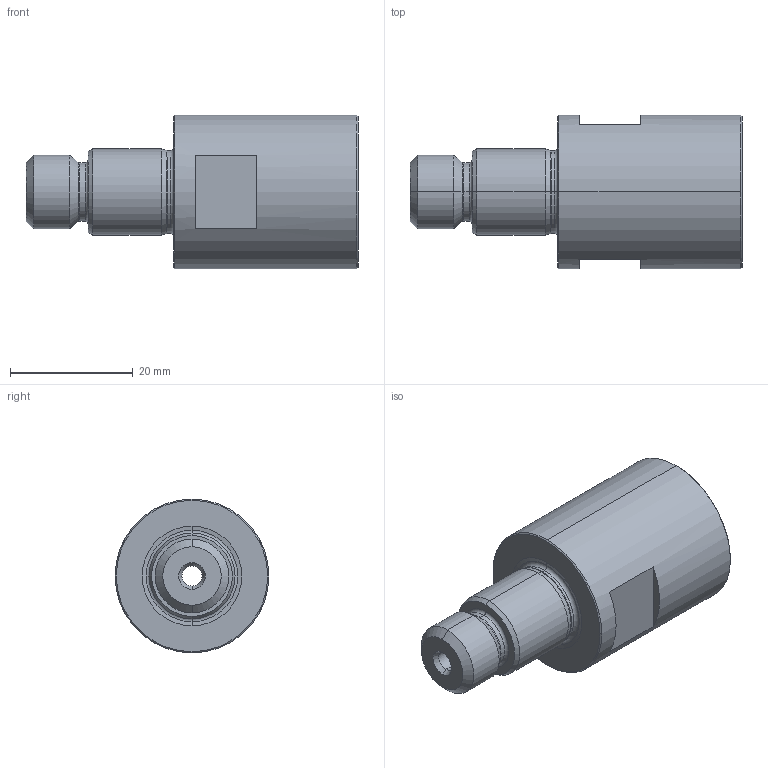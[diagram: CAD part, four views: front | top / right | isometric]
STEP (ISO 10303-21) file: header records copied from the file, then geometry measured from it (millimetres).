
FILE_DESCRIPTION (( 'STEP AP203' ), '1' );
FILE_NAME ('130.250.001C.STEP', '2024-08-30T12:59:13', ( '' ), ( '' ), 'SwSTEP 2.0', 'SolidWorks 2022', '' );
FILE_SCHEMA (( 'CONFIG_CONTROL_DESIGN' ));
Length unit declared in the file: millimetre
Products named in the file (1): 130.250.001C
Bounding box: 54 x 25 x 25 mm (x, y, z)
Volume: 13637.1 mm3; surface area: 5712.7 mm2
Topology: 1 solids, 1 shells, 68 faces, 140 edges, 80 vertices
Faces by surface type: cone 26, cylinder 18, torus 12, plane 12
Entity records: 1873 total; most frequent: DIRECTION 366, CARTESIAN_POINT 289, ORIENTED_EDGE 280, AXIS2_PLACEMENT_3D 157, EDGE_CURVE 140, CIRCLE 88, VERTEX_POINT 80, EDGE_LOOP 76
